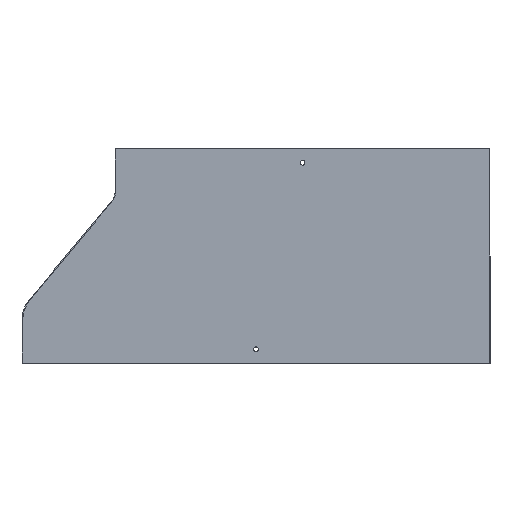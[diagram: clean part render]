
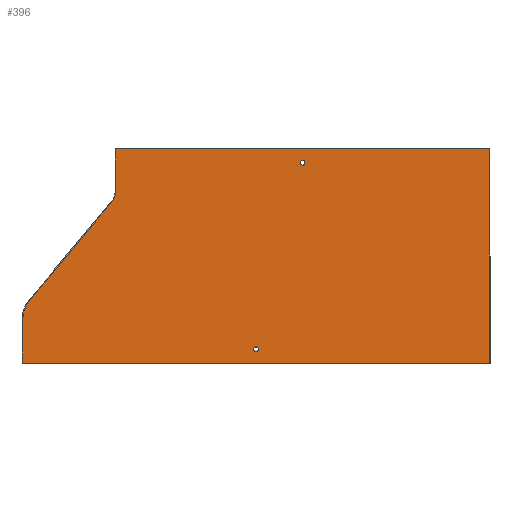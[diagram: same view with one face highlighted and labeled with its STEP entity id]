
A CAD part, front view. The second image highlights one B-rep face of the part: STEP entity #396.
In plain terms, the highlighted planar face has unit normal (0, -1, 0).
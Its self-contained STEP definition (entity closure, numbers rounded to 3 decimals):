
#29 = EDGE_LOOP ( 'NONE', ( #674 ) ) ;
#33 = EDGE_LOOP ( 'NONE', ( #662 ) ) ;
#40 = DIRECTION ( 'NONE',  ( 0., 1., 0. ) ) ;
#41 = PLANE ( 'NONE',  #326 ) ;
#48 = CARTESIAN_POINT ( 'NONE',  ( -201., 0., -15. ) ) ;
#65 = DIRECTION ( 'NONE',  ( 0., 1., 0. ) ) ;
#66 = DIRECTION ( 'NONE',  ( 0., 1., 0. ) ) ;
#73 = DIRECTION ( 'NONE',  ( 0., 0., 1. ) ) ;
#75 = DIRECTION ( 'NONE',  ( -1., 0., 0. ) ) ;
#83 = CARTESIAN_POINT ( 'NONE',  ( -501.2, 0., -230. ) ) ;
#84 = CARTESIAN_POINT ( 'NONE',  ( -401.2, 0., -44.863 ) ) ;
#85 = CARTESIAN_POINT ( 'NONE',  ( -0.8, 0., -230. ) ) ;
#95 = CARTESIAN_POINT ( 'NONE',  ( -501.2, 0., -182.965 ) ) ;
#108 = DIRECTION ( 'NONE',  ( 1., 0., 0. ) ) ;
#112 = CARTESIAN_POINT ( 'NONE',  ( -402., 0., 0. ) ) ;
#113 = CARTESIAN_POINT ( 'NONE',  ( -493.969, 0., -162.991 ) ) ;
#114 = CARTESIAN_POINT ( 'NONE',  ( -405.557, 0., -56.898 ) ) ;
#118 = CARTESIAN_POINT ( 'NONE',  ( -420., 0., -44.863 ) ) ;
#138 = CARTESIAN_POINT ( 'NONE',  ( -502., 0., -230. ) ) ;
#178 = DIRECTION ( 'NONE',  ( -0.64, 0., -0.768 ) ) ;
#180 = CARTESIAN_POINT ( 'NONE',  ( -405.557, 0., -56.898 ) ) ;
#182 = DIRECTION ( 'NONE',  ( 0., 0., -1. ) ) ;
#183 = CARTESIAN_POINT ( 'NONE',  ( -401.2, 0., -44.863 ) ) ;
#188 = CARTESIAN_POINT ( 'NONE',  ( -401.2, 0., 0. ) ) ;
#197 = DIRECTION ( 'NONE',  ( 0., 0., 1. ) ) ;
#199 = DIRECTION ( 'NONE',  ( 0., -1., 0. ) ) ;
#200 = CARTESIAN_POINT ( 'NONE',  ( -470., 0., -182.965 ) ) ;
#201 = DIRECTION ( 'NONE',  ( 0., 0., -1. ) ) ;
#202 = DIRECTION ( 'NONE',  ( 0., 0., 1. ) ) ;
#203 = DIRECTION ( 'NONE',  ( 0., 1., 0. ) ) ;
#211 = CARTESIAN_POINT ( 'NONE',  ( -0.8, 0., 0. ) ) ;
#218 = CARTESIAN_POINT ( 'NONE',  ( -501.2, 0., -44.863 ) ) ;
#222 = CARTESIAN_POINT ( 'NONE',  ( -201., 0., -12.5 ) ) ;
#223 = DIRECTION ( 'NONE',  ( 0., 0., 1. ) ) ;
#228 = CARTESIAN_POINT ( 'NONE',  ( -251., 0., -212.5 ) ) ;
#231 = CARTESIAN_POINT ( 'NONE',  ( -420., 0., -44.863 ) ) ;
#233 = CARTESIAN_POINT ( 'NONE',  ( -0.8, 0., -44.863 ) ) ;
#254 = DIRECTION ( 'NONE',  ( 0., 0., 1. ) ) ;
#255 = CARTESIAN_POINT ( 'NONE',  ( -251., 0., -215. ) ) ;
#256 = DIRECTION ( 'NONE',  ( 0., 0., 1. ) ) ;
#298 = EDGE_LOOP ( 'NONE', ( #663, #670, #671, #672, #673, #375, #376, #377 ) ) ;
#326 = AXIS2_PLACEMENT_3D ( 'NONE', #118, #40, #73 ) ;
#330 = AXIS2_PLACEMENT_3D ( 'NONE', #200, #199, #223 ) ;
#336 = AXIS2_PLACEMENT_3D ( 'NONE', #231, #203, #202 ) ;
#337 = AXIS2_PLACEMENT_3D ( 'NONE', #255, #66, #256 ) ;
#338 = AXIS2_PLACEMENT_3D ( 'NONE', #48, #65, #197 ) ;
#375 = ORIENTED_EDGE ( 'NONE', *, *, #429, .T. ) ;
#376 = ORIENTED_EDGE ( 'NONE', *, *, #428, .T. ) ;
#377 = ORIENTED_EDGE ( 'NONE', *, *, #427, .T. ) ;
#382 = EDGE_CURVE ( 'NONE', #468, #495, #501, .T. ) ;
#396 = ADVANCED_FACE ( 'NONE', ( #519, #522, #520 ), #41, .F. ) ;
#413 = EDGE_CURVE ( 'NONE', #482, #483, #550, .T. ) ;
#427 = EDGE_CURVE ( 'NONE', #492, #483, #574, .T. ) ;
#428 = EDGE_CURVE ( 'NONE', #491, #492, #578, .T. ) ;
#429 = EDGE_CURVE ( 'NONE', #490, #491, #582, .T. ) ;
#430 = EDGE_CURVE ( 'NONE', #484, #490, #583, .T. ) ;
#431 = EDGE_CURVE ( 'NONE', #468, #484, #585, .T. ) ;
#432 = EDGE_CURVE ( 'NONE', #482, #495, #586, .T. ) ;
#433 = EDGE_CURVE ( 'NONE', #619, #619, #588, .T. ) ;
#434 = EDGE_CURVE ( 'NONE', #624, #624, #592, .T. ) ;
#468 = VERTEX_POINT ( 'NONE', #188 ) ;
#482 = VERTEX_POINT ( 'NONE', #85 ) ;
#483 = VERTEX_POINT ( 'NONE', #83 ) ;
#484 = VERTEX_POINT ( 'NONE', #84 ) ;
#490 = VERTEX_POINT ( 'NONE', #114 ) ;
#491 = VERTEX_POINT ( 'NONE', #113 ) ;
#492 = VERTEX_POINT ( 'NONE', #95 ) ;
#495 = VERTEX_POINT ( 'NONE', #211 ) ;
#501 = LINE ( 'NONE', #112, #502 ) ;
#502 = VECTOR ( 'NONE', #108, 1000. ) ;
#519 = FACE_BOUND ( 'NONE', #29, .T. ) ;
#520 = FACE_OUTER_BOUND ( 'NONE', #298, .T. ) ;
#522 = FACE_BOUND ( 'NONE', #33, .T. ) ;
#550 = LINE ( 'NONE', #138, #553 ) ;
#553 = VECTOR ( 'NONE', #75, 1000. ) ;
#574 = LINE ( 'NONE', #218, #581 ) ;
#578 = CIRCLE ( 'NONE', #330, 31.2 ) ;
#581 = VECTOR ( 'NONE', #182, 1000. ) ;
#582 = LINE ( 'NONE', #180, #584 ) ;
#583 = CIRCLE ( 'NONE', #336, 18.8 ) ;
#584 = VECTOR ( 'NONE', #178, 1000. ) ;
#585 = LINE ( 'NONE', #183, #587 ) ;
#586 = LINE ( 'NONE', #233, #589 ) ;
#587 = VECTOR ( 'NONE', #201, 1000. ) ;
#588 = CIRCLE ( 'NONE', #337, 2.5 ) ;
#589 = VECTOR ( 'NONE', #254, 1000. ) ;
#592 = CIRCLE ( 'NONE', #338, 2.5 ) ;
#619 = VERTEX_POINT ( 'NONE', #228 ) ;
#624 = VERTEX_POINT ( 'NONE', #222 ) ;
#662 = ORIENTED_EDGE ( 'NONE', *, *, #433, .T. ) ;
#663 = ORIENTED_EDGE ( 'NONE', *, *, #413, .F. ) ;
#670 = ORIENTED_EDGE ( 'NONE', *, *, #432, .T. ) ;
#671 = ORIENTED_EDGE ( 'NONE', *, *, #382, .F. ) ;
#672 = ORIENTED_EDGE ( 'NONE', *, *, #431, .T. ) ;
#673 = ORIENTED_EDGE ( 'NONE', *, *, #430, .T. ) ;
#674 = ORIENTED_EDGE ( 'NONE', *, *, #434, .T. ) ;
